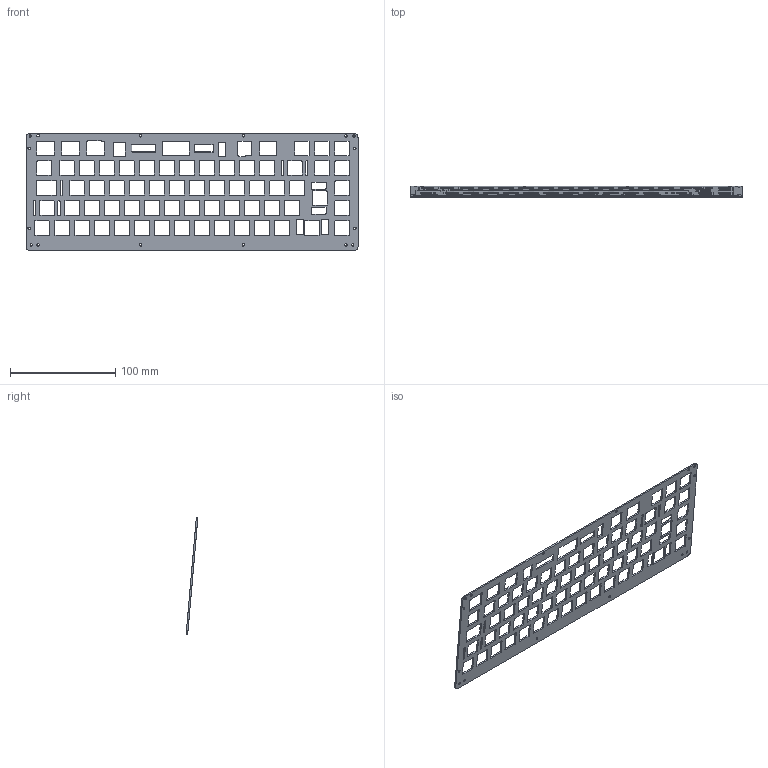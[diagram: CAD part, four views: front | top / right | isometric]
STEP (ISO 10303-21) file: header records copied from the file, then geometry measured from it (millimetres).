
FILE_DESCRIPTION(/* description */ (''),/* implementation_level */ '2;1');
FILE_NAME(/* name */ 'iso_plate.step',/* time_stamp */ '2019-09-21T19:42:31+01:00',/* author */ (''),/* organization */ (''),/* preprocessor_version */ 'ST-DEVELOPER v18',/* originating_system */ 'Autodesk Translation Framework v8.6.0.1094',/* authorisation */ '');
FILE_SCHEMA (('AUTOMOTIVE_DESIGN { 1 0 10303 214 3 1 1 }'));
Length unit declared in the file: millimetre
Products named in the file (1): iso_plate
Bounding box: 315.75 x 11.29 x 111.8 mm (x, y, z)
Volume: 30881.8 mm3; surface area: 49123.6 mm2
Topology: 1 solids, 1 shells, 701 faces, 2126 edges, 1428 vertices
Faces by surface type: plane 351, cylinder 350
Full cylindrical faces by diameter (mm): 2.3 x4, 2.4 x12
Entity records: 24511 total; most frequent: DIRECTION 4264, CARTESIAN_POINT 4256, ORIENTED_EDGE 4252, EDGE_CURVE 2126, AXIS2_PLACEMENT_3D 1436, VERTEX_POINT 1428, LINE 1392, VECTOR 1392
